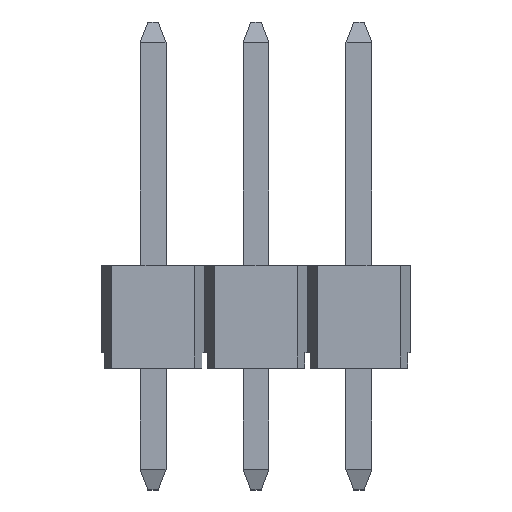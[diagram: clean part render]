
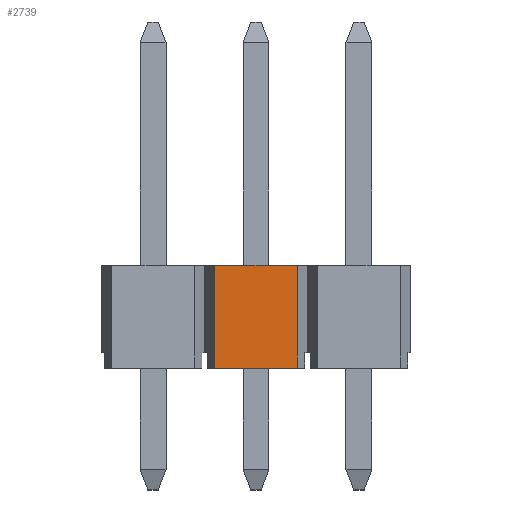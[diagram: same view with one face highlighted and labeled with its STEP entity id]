
A CAD part, top view. The second image highlights one B-rep face of the part: STEP entity #2739.
In plain terms, the highlighted planar face has unit normal (0, 0, 1).
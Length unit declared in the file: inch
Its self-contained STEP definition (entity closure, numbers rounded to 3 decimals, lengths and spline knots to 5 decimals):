
#286 = CARTESIAN_POINT ( 'NONE',  ( -0.09, 0., 0. ) ) ;
#330 = VERTEX_POINT ( 'NONE', #4477 ) ;
#937 = EDGE_CURVE ( 'NONE', #5144, #1610, #4229, .T. ) ;
#949 = LINE ( 'NONE', #6457, #7154 ) ;
#1610 = VERTEX_POINT ( 'NONE', #4290 ) ;
#1808 = CARTESIAN_POINT ( 'NONE',  ( -0.1, 0.1, 0. ) ) ;
#1907 = DIRECTION ( 'NONE',  ( 1., 0., 0. ) ) ;
#2222 = DIRECTION ( 'NONE',  ( 0., 0., -1. ) ) ;
#2391 = FACE_OUTER_BOUND ( 'NONE', #4890, .T. ) ;
#2739 = ADVANCED_FACE ( 'NONE', ( #2391 ), #6330, .F. ) ;
#2892 = CARTESIAN_POINT ( 'NONE',  ( -0.09, 0.1, 0. ) ) ;
#3047 = VECTOR ( 'NONE', #7185, 39.37008 ) ;
#3299 = DIRECTION ( 'NONE',  ( 1., 0., 0. ) ) ;
#3365 = VECTOR ( 'NONE', #1907, 39.37008 ) ;
#3462 = EDGE_CURVE ( 'NONE', #330, #1610, #949, .T. ) ;
#3467 = DIRECTION ( 'NONE',  ( -1., 0., 0. ) ) ;
#3790 = VECTOR ( 'NONE', #3299, 39.37008 ) ;
#4229 = LINE ( 'NONE', #1808, #3365 ) ;
#4290 = CARTESIAN_POINT ( 'NONE',  ( -0.01, 0.1, 0. ) ) ;
#4359 = LINE ( 'NONE', #5440, #3047 ) ;
#4477 = CARTESIAN_POINT ( 'NONE',  ( -0.01, 0., 0. ) ) ;
#4699 = ORIENTED_EDGE ( 'NONE', *, *, #937, .F. ) ;
#4890 = EDGE_LOOP ( 'NONE', ( #5528, #4699, #7042, #5805 ) ) ;
#5144 = VERTEX_POINT ( 'NONE', #2892 ) ;
#5440 = CARTESIAN_POINT ( 'NONE',  ( -0.09, 0., 0. ) ) ;
#5528 = ORIENTED_EDGE ( 'NONE', *, *, #3462, .T. ) ;
#5805 = ORIENTED_EDGE ( 'NONE', *, *, #6225, .T. ) ;
#6027 = LINE ( 'NONE', #6227, #3790 ) ;
#6062 = AXIS2_PLACEMENT_3D ( 'NONE', #6420, #2222, #3467 ) ;
#6225 = EDGE_CURVE ( 'NONE', #6651, #330, #6027, .T. ) ;
#6227 = CARTESIAN_POINT ( 'NONE',  ( -0.1, 0., 0. ) ) ;
#6330 = PLANE ( 'NONE',  #6062 ) ;
#6420 = CARTESIAN_POINT ( 'NONE',  ( -0.1, 0.1, 0. ) ) ;
#6457 = CARTESIAN_POINT ( 'NONE',  ( -0.01, 0., 0. ) ) ;
#6466 = EDGE_CURVE ( 'NONE', #6651, #5144, #4359, .T. ) ;
#6651 = VERTEX_POINT ( 'NONE', #286 ) ;
#7042 = ORIENTED_EDGE ( 'NONE', *, *, #6466, .F. ) ;
#7154 = VECTOR ( 'NONE', #7750, 39.37008 ) ;
#7185 = DIRECTION ( 'NONE',  ( 0., 1., 0. ) ) ;
#7750 = DIRECTION ( 'NONE',  ( 0., 1., 0. ) ) ;
